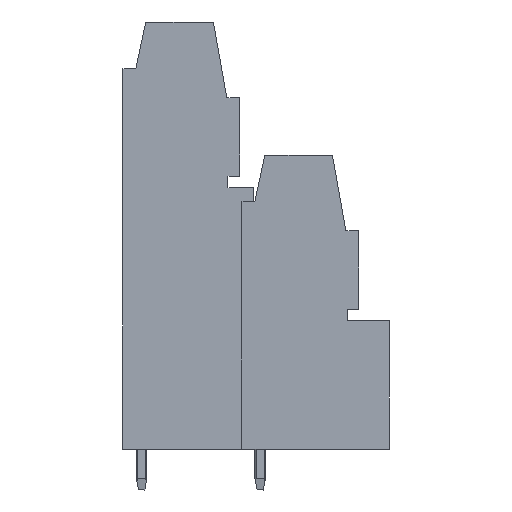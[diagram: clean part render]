
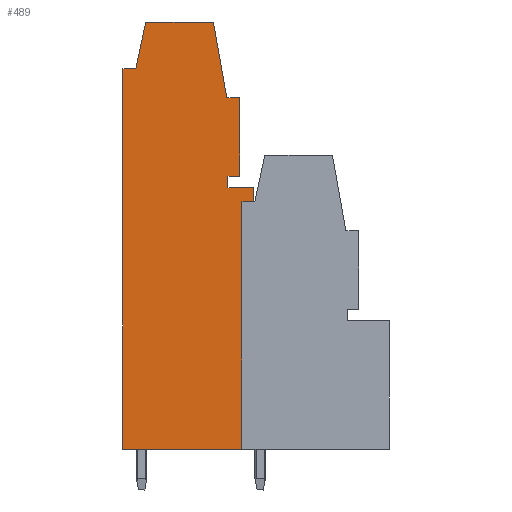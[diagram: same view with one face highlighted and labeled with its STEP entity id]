
A CAD part, left-side view. The second image highlights one B-rep face of the part: STEP entity #489.
In plain terms, the highlighted planar face has unit normal (-1, 0, 0).
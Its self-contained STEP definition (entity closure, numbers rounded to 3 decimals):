
#444=AXIS2_PLACEMENT_3D('Plane Axis2P3D',#441,#442,#443) ;
#144=CARTESIAN_POINT('Vertex',(2.54,22.8,36.1)) ;
#160=CARTESIAN_POINT('Vertex',(2.54,22.8,3.5)) ;
#163=CARTESIAN_POINT('Line Origine',(2.54,22.8,19.8)) ;
#184=CARTESIAN_POINT('Vertex',(2.54,21.7,36.1)) ;
#194=CARTESIAN_POINT('Line Origine',(2.54,22.25,36.1)) ;
#215=CARTESIAN_POINT('Vertex',(2.54,20.85,40.1)) ;
#225=CARTESIAN_POINT('Line Origine',(2.54,21.275,38.1)) ;
#246=CARTESIAN_POINT('Vertex',(2.54,13.904,33.6)) ;
#262=CARTESIAN_POINT('Vertex',(2.54,15.05,40.1)) ;
#265=CARTESIAN_POINT('Line Origine',(2.54,14.477,36.85)) ;
#286=CARTESIAN_POINT('Vertex',(2.54,12.8,33.6)) ;
#296=CARTESIAN_POINT('Line Origine',(2.54,13.352,33.6)) ;
#317=CARTESIAN_POINT('Vertex',(2.54,13.8,26.9)) ;
#333=CARTESIAN_POINT('Vertex',(2.54,12.8,26.9)) ;
#336=CARTESIAN_POINT('Line Origine',(2.54,13.3,26.9)) ;
#357=CARTESIAN_POINT('Vertex',(2.54,13.8,25.9)) ;
#367=CARTESIAN_POINT('Line Origine',(2.54,13.8,26.4)) ;
#388=CARTESIAN_POINT('Vertex',(2.54,11.6,25.9)) ;
#398=CARTESIAN_POINT('Line Origine',(2.54,12.7,25.9)) ;
#419=CARTESIAN_POINT('Vertex',(2.54,12.6,3.5)) ;
#426=CARTESIAN_POINT('Vertex',(2.54,12.6,24.7)) ;
#429=CARTESIAN_POINT('Line Origine',(2.54,12.6,14.1)) ;
#441=CARTESIAN_POINT('Axis2P3D Location',(2.54,0.,0.)) ;
#446=CARTESIAN_POINT('Line Origine',(2.54,12.1,24.7)) ;
#450=CARTESIAN_POINT('Vertex',(2.54,11.6,24.7)) ;
#453=CARTESIAN_POINT('Line Origine',(2.54,11.6,25.3)) ;
#458=CARTESIAN_POINT('Line Origine',(2.54,12.8,30.25)) ;
#463=CARTESIAN_POINT('Line Origine',(2.54,17.95,40.1)) ;
#468=CARTESIAN_POINT('Line Origine',(2.54,17.7,3.5)) ;
#164=DIRECTION('Vector Direction',(0.,0.,1.)) ;
#195=DIRECTION('Vector Direction',(0.,-1.,0.)) ;
#226=DIRECTION('Vector Direction',(0.,-0.208,0.978)) ;
#266=DIRECTION('Vector Direction',(0.,-0.174,-0.985)) ;
#297=DIRECTION('Vector Direction',(0.,-1.,0.)) ;
#337=DIRECTION('Vector Direction',(0.,1.,0.)) ;
#368=DIRECTION('Vector Direction',(0.,0.,-1.)) ;
#399=DIRECTION('Vector Direction',(0.,-1.,0.)) ;
#430=DIRECTION('Vector Direction',(0.,0.,-1.)) ;
#442=DIRECTION('Axis2P3D Direction',(-1.,0.,0.)) ;
#443=DIRECTION('Axis2P3D XDirection',(0.,0.,1.)) ;
#447=DIRECTION('Vector Direction',(0.,1.,0.)) ;
#454=DIRECTION('Vector Direction',(0.,0.,-1.)) ;
#459=DIRECTION('Vector Direction',(0.,0.,-1.)) ;
#464=DIRECTION('Vector Direction',(0.,-1.,0.)) ;
#469=DIRECTION('Vector Direction',(0.,1.,0.)) ;
#165=VECTOR('Line Direction',#164,1.) ;
#196=VECTOR('Line Direction',#195,1.) ;
#227=VECTOR('Line Direction',#226,1.) ;
#267=VECTOR('Line Direction',#266,1.) ;
#298=VECTOR('Line Direction',#297,1.) ;
#338=VECTOR('Line Direction',#337,1.) ;
#369=VECTOR('Line Direction',#368,1.) ;
#400=VECTOR('Line Direction',#399,1.) ;
#431=VECTOR('Line Direction',#430,1.) ;
#448=VECTOR('Line Direction',#447,1.) ;
#455=VECTOR('Line Direction',#454,1.) ;
#460=VECTOR('Line Direction',#459,1.) ;
#465=VECTOR('Line Direction',#464,1.) ;
#470=VECTOR('Line Direction',#469,1.) ;
#474=ORIENTED_EDGE('',*,*,#433,.T.) ;
#475=ORIENTED_EDGE('',*,*,#452,.T.) ;
#476=ORIENTED_EDGE('',*,*,#457,.T.) ;
#477=ORIENTED_EDGE('',*,*,#402,.T.) ;
#478=ORIENTED_EDGE('',*,*,#371,.T.) ;
#479=ORIENTED_EDGE('',*,*,#340,.T.) ;
#480=ORIENTED_EDGE('',*,*,#462,.T.) ;
#481=ORIENTED_EDGE('',*,*,#300,.T.) ;
#482=ORIENTED_EDGE('',*,*,#269,.T.) ;
#483=ORIENTED_EDGE('',*,*,#467,.T.) ;
#484=ORIENTED_EDGE('',*,*,#229,.T.) ;
#485=ORIENTED_EDGE('',*,*,#198,.T.) ;
#486=ORIENTED_EDGE('',*,*,#167,.T.) ;
#487=ORIENTED_EDGE('',*,*,#472,.T.) ;
#489=ADVANCED_FACE('_LM2H 5.08/12/90 3.5SN OR BX 1769280000',(#488),#445,.T.) ;
#167=EDGE_CURVE('',#145,#161,#166,.F.) ;
#198=EDGE_CURVE('',#185,#145,#197,.F.) ;
#229=EDGE_CURVE('',#216,#185,#228,.F.) ;
#269=EDGE_CURVE('',#247,#263,#268,.F.) ;
#300=EDGE_CURVE('',#287,#247,#299,.F.) ;
#340=EDGE_CURVE('',#318,#334,#339,.F.) ;
#371=EDGE_CURVE('',#358,#318,#370,.F.) ;
#402=EDGE_CURVE('',#389,#358,#401,.F.) ;
#433=EDGE_CURVE('',#420,#427,#432,.F.) ;
#452=EDGE_CURVE('',#427,#451,#449,.F.) ;
#457=EDGE_CURVE('',#451,#389,#456,.F.) ;
#462=EDGE_CURVE('',#334,#287,#461,.F.) ;
#467=EDGE_CURVE('',#263,#216,#466,.F.) ;
#472=EDGE_CURVE('',#161,#420,#471,.F.) ;
#473=EDGE_LOOP('',(#474,#475,#476,#477,#478,#479,#480,#481,#482,#483,#484,#485,#486,#487)) ;
#488=FACE_OUTER_BOUND('',#473,.T.) ;
#166=LINE('Line',#163,#165) ;
#197=LINE('Line',#194,#196) ;
#228=LINE('Line',#225,#227) ;
#268=LINE('Line',#265,#267) ;
#299=LINE('Line',#296,#298) ;
#339=LINE('Line',#336,#338) ;
#370=LINE('Line',#367,#369) ;
#401=LINE('Line',#398,#400) ;
#432=LINE('Line',#429,#431) ;
#449=LINE('Line',#446,#448) ;
#456=LINE('Line',#453,#455) ;
#461=LINE('Line',#458,#460) ;
#466=LINE('Line',#463,#465) ;
#471=LINE('Line',#468,#470) ;
#445=PLANE('',#444) ;
#145=VERTEX_POINT('',#144) ;
#161=VERTEX_POINT('',#160) ;
#185=VERTEX_POINT('',#184) ;
#216=VERTEX_POINT('',#215) ;
#247=VERTEX_POINT('',#246) ;
#263=VERTEX_POINT('',#262) ;
#287=VERTEX_POINT('',#286) ;
#318=VERTEX_POINT('',#317) ;
#334=VERTEX_POINT('',#333) ;
#358=VERTEX_POINT('',#357) ;
#389=VERTEX_POINT('',#388) ;
#420=VERTEX_POINT('',#419) ;
#427=VERTEX_POINT('',#426) ;
#451=VERTEX_POINT('',#450) ;
